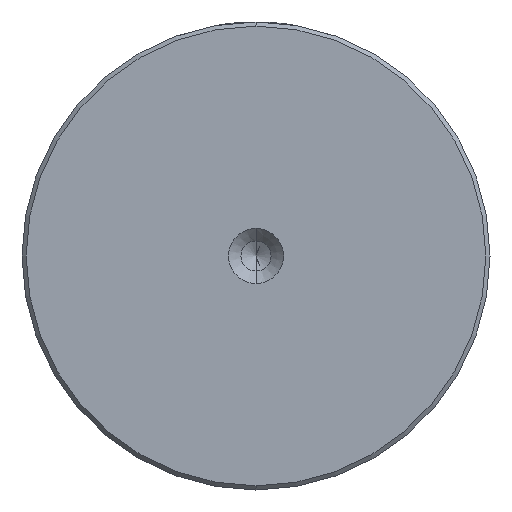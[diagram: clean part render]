
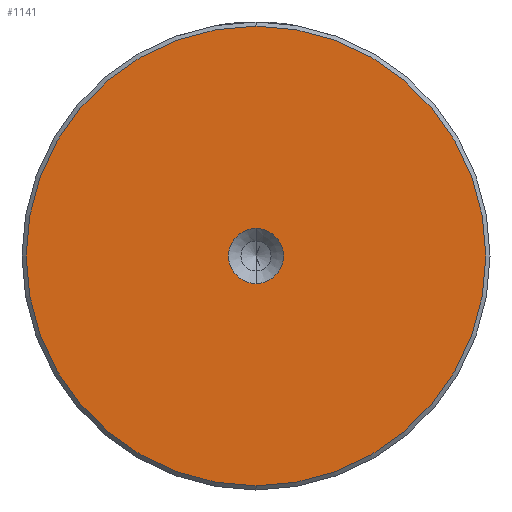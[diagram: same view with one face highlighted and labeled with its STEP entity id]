
A CAD part, left-side view. The second image highlights one B-rep face of the part: STEP entity #1141.
In plain terms, the highlighted planar face has unit normal (-1, 0, 0).
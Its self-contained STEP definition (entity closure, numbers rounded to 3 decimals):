
#68 = FACE_OUTER_BOUND ( 'NONE', #1431, .T. ) ;
#102 = CIRCLE ( 'NONE', #1876, 27.5 ) ;
#116 = PLANE ( 'NONE',  #2365 ) ;
#164 = AXIS2_PLACEMENT_3D ( 'NONE', #368, #1724, #557 ) ;
#368 = CARTESIAN_POINT ( 'NONE',  ( 0., 0., 0. ) ) ;
#473 = CIRCLE ( 'NONE', #913, 3.3 ) ;
#512 = CARTESIAN_POINT ( 'NONE',  ( 0., 0., 27.5 ) ) ;
#513 = DIRECTION ( 'NONE',  ( 0., 0., 1. ) ) ;
#525 = DIRECTION ( 'NONE',  ( -1., 0., 0. ) ) ;
#557 = DIRECTION ( 'NONE',  ( 0., 0., 1. ) ) ;
#691 = CARTESIAN_POINT ( 'NONE',  ( 0., 0., 0. ) ) ;
#702 = VERTEX_POINT ( 'NONE', #2076 ) ;
#707 = DIRECTION ( 'NONE',  ( -1., 0., 0. ) ) ;
#715 = ORIENTED_EDGE ( 'NONE', *, *, #1264, .F. ) ;
#717 = CARTESIAN_POINT ( 'NONE',  ( 0., 0., -3.3 ) ) ;
#846 = DIRECTION ( 'NONE',  ( -1., 0., 0. ) ) ;
#881 = EDGE_CURVE ( 'NONE', #702, #2354, #102, .T. ) ;
#898 = VERTEX_POINT ( 'NONE', #717 ) ;
#913 = AXIS2_PLACEMENT_3D ( 'NONE', #2011, #846, #2194 ) ;
#1083 = DIRECTION ( 'NONE',  ( -1., 0., 0. ) ) ;
#1141 = ADVANCED_FACE ( 'NONE', ( #68, #2093 ), #116, .T. ) ;
#1264 = EDGE_CURVE ( 'NONE', #898, #1548, #473, .T. ) ;
#1431 = EDGE_LOOP ( 'NONE', ( #1819, #1928 ) ) ;
#1548 = VERTEX_POINT ( 'NONE', #1783 ) ;
#1597 = AXIS2_PLACEMENT_3D ( 'NONE', #2238, #1083, #2420 ) ;
#1644 = ORIENTED_EDGE ( 'NONE', *, *, #2184, .F. ) ;
#1724 = DIRECTION ( 'NONE',  ( -1., 0., 0. ) ) ;
#1783 = CARTESIAN_POINT ( 'NONE',  ( 0., 0., 3.3 ) ) ;
#1819 = ORIENTED_EDGE ( 'NONE', *, *, #881, .T. ) ;
#1859 = CIRCLE ( 'NONE', #1597, 27.5 ) ;
#1876 = AXIS2_PLACEMENT_3D ( 'NONE', #691, #525, #513 ) ;
#1928 = ORIENTED_EDGE ( 'NONE', *, *, #2337, .T. ) ;
#1939 = EDGE_LOOP ( 'NONE', ( #1644, #715 ) ) ;
#2011 = CARTESIAN_POINT ( 'NONE',  ( 0., 0., 0. ) ) ;
#2062 = DIRECTION ( 'NONE',  ( 0., 0., 1. ) ) ;
#2076 = CARTESIAN_POINT ( 'NONE',  ( 0., 0., -27.5 ) ) ;
#2093 = FACE_BOUND ( 'NONE', #1939, .T. ) ;
#2184 = EDGE_CURVE ( 'NONE', #1548, #898, #2485, .T. ) ;
#2194 = DIRECTION ( 'NONE',  ( 0., 0., 1. ) ) ;
#2238 = CARTESIAN_POINT ( 'NONE',  ( 0., 0., 0. ) ) ;
#2243 = CARTESIAN_POINT ( 'NONE',  ( 0., 0., 0. ) ) ;
#2337 = EDGE_CURVE ( 'NONE', #2354, #702, #1859, .T. ) ;
#2354 = VERTEX_POINT ( 'NONE', #512 ) ;
#2365 = AXIS2_PLACEMENT_3D ( 'NONE', #2243, #707, #2062 ) ;
#2420 = DIRECTION ( 'NONE',  ( 0., 0., 1. ) ) ;
#2485 = CIRCLE ( 'NONE', #164, 3.3 ) ;
